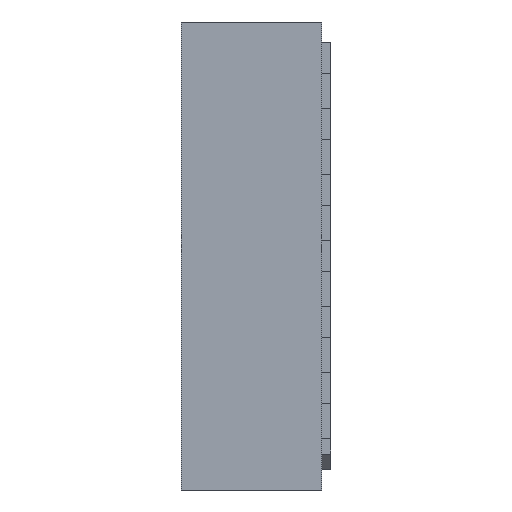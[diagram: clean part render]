
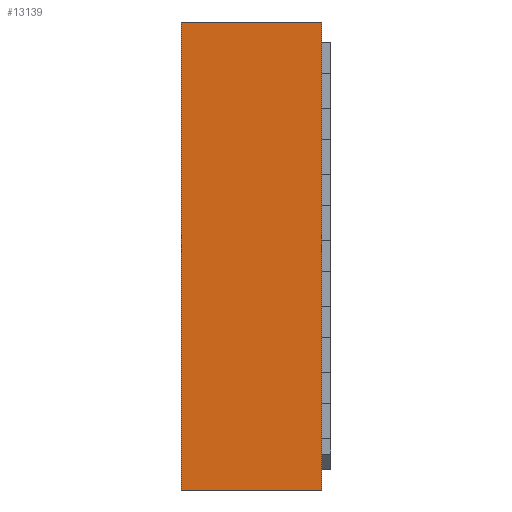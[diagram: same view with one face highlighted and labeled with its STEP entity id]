
A CAD part, left-side view. The second image highlights one B-rep face of the part: STEP entity #13139.
In plain terms, the highlighted planar face has unit normal (-1, 0, 0).
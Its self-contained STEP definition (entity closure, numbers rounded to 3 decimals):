
#64 = VERTEX_POINT ( 'NONE', #8222 ) ;
#75 = CARTESIAN_POINT ( 'NONE',  ( -7.5, 0., -4.5 ) ) ;
#264 = ORIENTED_EDGE ( 'NONE', *, *, #8880, .T. ) ;
#549 = CARTESIAN_POINT ( 'NONE',  ( -7.5, 2.7, -4.5 ) ) ;
#1719 = VERTEX_POINT ( 'NONE', #6105 ) ;
#2137 = DIRECTION ( 'NONE',  ( 0., 0., 1. ) ) ;
#2710 = CARTESIAN_POINT ( 'NONE',  ( -7.5, 0., 4.5 ) ) ;
#2831 = CARTESIAN_POINT ( 'NONE',  ( -7.5, 2.7, -4.5 ) ) ;
#3148 = VECTOR ( 'NONE', #10917, 1000. ) ;
#3437 = ORIENTED_EDGE ( 'NONE', *, *, #10083, .F. ) ;
#4389 = VECTOR ( 'NONE', #4966, 1000. ) ;
#4671 = DIRECTION ( 'NONE',  ( 0., 0., -1. ) ) ;
#4757 = DIRECTION ( 'NONE',  ( 1., 0., 0. ) ) ;
#4966 = DIRECTION ( 'NONE',  ( 0., 0., 1. ) ) ;
#5411 = EDGE_CURVE ( 'NONE', #10610, #11496, #9474, .T. ) ;
#5466 = LINE ( 'NONE', #8808, #10856 ) ;
#6105 = CARTESIAN_POINT ( 'NONE',  ( -7.5, 2.7, -4.5 ) ) ;
#6183 = CARTESIAN_POINT ( 'NONE',  ( -7.5, 2.7, -4.5 ) ) ;
#6989 = CARTESIAN_POINT ( 'NONE',  ( -7.5, 0., -4.5 ) ) ;
#7589 = LINE ( 'NONE', #6183, #8396 ) ;
#8222 = CARTESIAN_POINT ( 'NONE',  ( -7.5, 2.7, 4.5 ) ) ;
#8396 = VECTOR ( 'NONE', #2137, 1000. ) ;
#8525 = EDGE_CURVE ( 'NONE', #1719, #64, #7589, .T. ) ;
#8808 = CARTESIAN_POINT ( 'NONE',  ( -7.5, 2.7, 4.5 ) ) ;
#8880 = EDGE_CURVE ( 'NONE', #1719, #10610, #12678, .T. ) ;
#8904 = DIRECTION ( 'NONE',  ( 0., -1., 0. ) ) ;
#9102 = EDGE_LOOP ( 'NONE', ( #9290, #3437, #10768, #264 ) ) ;
#9290 = ORIENTED_EDGE ( 'NONE', *, *, #5411, .T. ) ;
#9474 = LINE ( 'NONE', #6989, #4389 ) ;
#9741 = PLANE ( 'NONE',  #9885 ) ;
#9885 = AXIS2_PLACEMENT_3D ( 'NONE', #549, #4757, #4671 ) ;
#10083 = EDGE_CURVE ( 'NONE', #64, #11496, #5466, .T. ) ;
#10610 = VERTEX_POINT ( 'NONE', #75 ) ;
#10768 = ORIENTED_EDGE ( 'NONE', *, *, #8525, .F. ) ;
#10856 = VECTOR ( 'NONE', #8904, 1000. ) ;
#10917 = DIRECTION ( 'NONE',  ( 0., -1., 0. ) ) ;
#11496 = VERTEX_POINT ( 'NONE', #2710 ) ;
#12492 = FACE_OUTER_BOUND ( 'NONE', #9102, .T. ) ;
#12678 = LINE ( 'NONE', #2831, #3148 ) ;
#13139 = ADVANCED_FACE ( 'NONE', ( #12492 ), #9741, .F. ) ;
